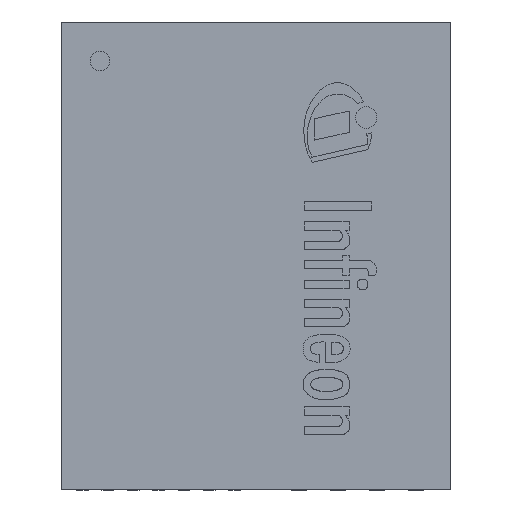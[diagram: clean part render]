
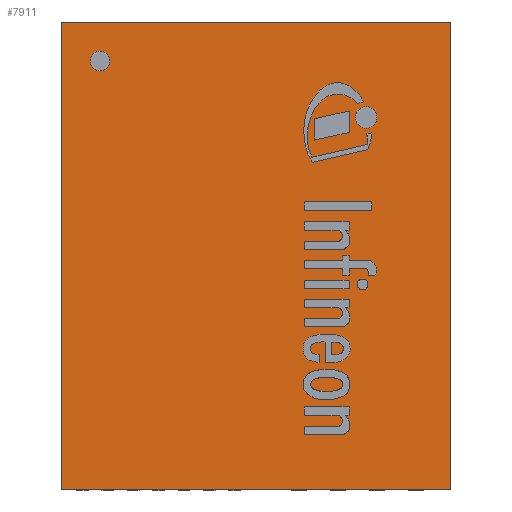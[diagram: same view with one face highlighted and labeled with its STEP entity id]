
A CAD part, top view. The second image highlights one B-rep face of the part: STEP entity #7911.
In plain terms, the highlighted planar face has unit normal (0, 0, 1).
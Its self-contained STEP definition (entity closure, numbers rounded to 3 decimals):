
#79=FACE_BOUND('',#1239,.T.);
#359=CIRCLE('',#8596,0.25);
#776=FACE_OUTER_BOUND('',#1238,.T.);
#1238=EDGE_LOOP('',(#6568,#6569,#6570,#6571));
#1239=EDGE_LOOP('',(#6572));
#1976=LINE('',#12487,#2856);
#1979=LINE('',#12493,#2859);
#1982=LINE('',#12499,#2862);
#1985=LINE('',#12503,#2865);
#2856=VECTOR('',#10306,1.);
#2859=VECTOR('',#10311,1.);
#2862=VECTOR('',#10316,1.);
#2865=VECTOR('',#10321,1.);
#3667=VERTEX_POINT('',#12475);
#3671=VERTEX_POINT('',#12484);
#3672=VERTEX_POINT('',#12486);
#3674=VERTEX_POINT('',#12492);
#3676=VERTEX_POINT('',#12498);
#4668=EDGE_CURVE('',#3667,#3667,#359,.T.);
#4672=EDGE_CURVE('',#3672,#3671,#1976,.T.);
#4675=EDGE_CURVE('',#3674,#3672,#1979,.T.);
#4678=EDGE_CURVE('',#3676,#3674,#1982,.T.);
#4681=EDGE_CURVE('',#3671,#3676,#1985,.T.);
#6568=ORIENTED_EDGE('',*,*,#4681,.T.);
#6569=ORIENTED_EDGE('',*,*,#4678,.T.);
#6570=ORIENTED_EDGE('',*,*,#4675,.T.);
#6571=ORIENTED_EDGE('',*,*,#4672,.T.);
#6572=ORIENTED_EDGE('',*,*,#4668,.T.);
#7475=PLANE('',#8604);
#7911=ADVANCED_FACE('',(#776,#79),#7475,.T.);
#8596=AXIS2_PLACEMENT_3D('',#12476,#10296,#10297);
#8604=AXIS2_PLACEMENT_3D('',#12505,#10324,#10325);
#10296=DIRECTION('center_axis',(0.,0.,-1.));
#10297=DIRECTION('ref_axis',(-1.,0.,0.));
#10306=DIRECTION('',(1.,0.,0.));
#10311=DIRECTION('',(0.,-1.,0.));
#10316=DIRECTION('',(-1.,0.,0.));
#10321=DIRECTION('',(0.,1.,0.));
#10324=DIRECTION('center_axis',(0.,0.,1.));
#10325=DIRECTION('ref_axis',(1.,0.,0.));
#12475=CARTESIAN_POINT('',(-3.75,5.,0.95));
#12476=CARTESIAN_POINT('Origin',(-4.,5.,0.95));
#12484=CARTESIAN_POINT('',(4.99,-5.99,0.95));
#12486=CARTESIAN_POINT('',(-4.99,-5.99,0.95));
#12487=CARTESIAN_POINT('',(4.99,-5.99,0.95));
#12492=CARTESIAN_POINT('',(-4.99,5.99,0.95));
#12493=CARTESIAN_POINT('',(-4.99,-5.99,0.95));
#12498=CARTESIAN_POINT('',(4.99,5.99,0.95));
#12499=CARTESIAN_POINT('',(-4.99,5.99,0.95));
#12503=CARTESIAN_POINT('',(4.99,5.99,0.95));
#12505=CARTESIAN_POINT('Origin',(0.,0.,0.95));
